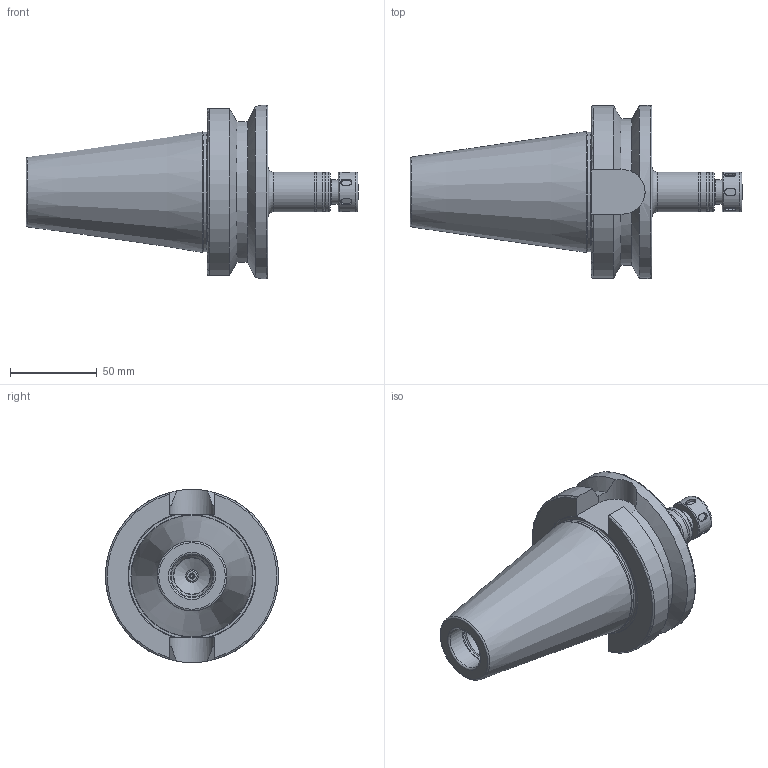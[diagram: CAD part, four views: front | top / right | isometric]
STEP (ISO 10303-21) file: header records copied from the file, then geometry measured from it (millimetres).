
FILE_DESCRIPTION((''),'2;1');
FILE_NAME('254010507090-3D.stp','2020-04-13T19:05:30',('nttooll'),(''),'Autodesk Inventor 2012','Autodesk Inventor 2012','');
FILE_SCHEMA(('AUTOMOTIVE_DESIGN { 1 0 10303 214 1 1 1 1 }'));
Length unit declared in the file: millimetre
Products named in the file (1): 254010507090-3D
Bounding box: 191.8 x 100 x 100 mm (x, y, z)
Volume: 462235.9 mm3; surface area: 59849.5 mm2
Topology: 1 solids, 1 shells, 128 faces, 269 edges, 168 vertices
Faces by surface type: plane 47, cylinder 45, cone 22, torus 14
Full cylindrical faces by diameter (mm): 1.7 x1, 3 x1, 3.5 x1, 5.745 x1, 7 x2, 7.3 x1, 8 x2, 8.5 x1, 8.79 x1, 9.7 x1, 12.1 x1, 14 x2, 17 x1, 21 x1, 21.3 x1, 23 x4, 24 x1, 25 x1, 25.4 x1, 68.9 x1, 100 x1
Entity records: 3376 total; most frequent: CARTESIAN_POINT 821, DIRECTION 540, ORIENTED_EDGE 424, AXIS2_PLACEMENT_3D 233, EDGE_CURVE 212, EDGE_LOOP 208, VERTEX_POINT 166, FACE_OUTER_BOUND 128
